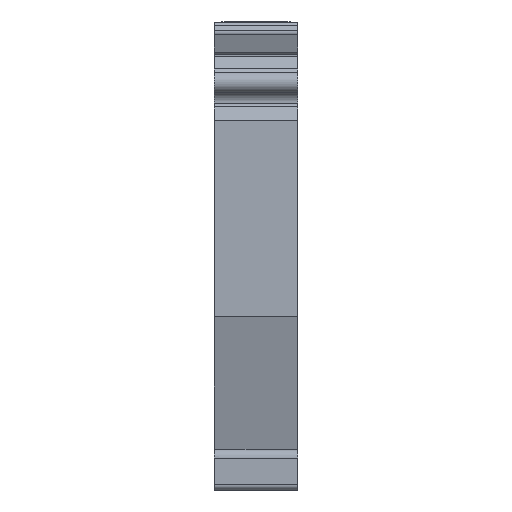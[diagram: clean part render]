
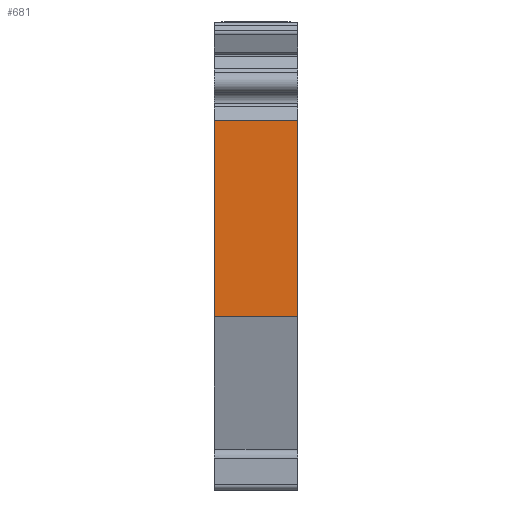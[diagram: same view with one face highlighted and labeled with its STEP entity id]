
A CAD part, left-side view. The second image highlights one B-rep face of the part: STEP entity #681.
In plain terms, the highlighted planar face has unit normal (-1, 0, 0).
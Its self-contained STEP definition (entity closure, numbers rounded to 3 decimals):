
#681 = ADVANCED_FACE( '', ( #1394 ), #1395, .T. );
#1394 = FACE_OUTER_BOUND( '', #2130, .T. );
#1395 = PLANE( '', #2131 );
#2130 = EDGE_LOOP( '', ( #4149, #4150, #4151, #4152 ) );
#2131 = AXIS2_PLACEMENT_3D( '', #4153, #4154, #4155 );
#4149 = ORIENTED_EDGE( '', *, *, #5039, .F. );
#4150 = ORIENTED_EDGE( '', *, *, #4868, .F. );
#4151 = ORIENTED_EDGE( '', *, *, #5441, .T. );
#4152 = ORIENTED_EDGE( '', *, *, #5108, .T. );
#4153 = CARTESIAN_POINT( '', ( -36., 8., 13.004 ) );
#4154 = DIRECTION( '', ( -1., 0., 0. ) );
#4155 = DIRECTION( '', ( 0., 0., 1. ) );
#4868 = EDGE_CURVE( '', #6019, #6017, #6021, .T. );
#5039 = EDGE_CURVE( '', #6017, #6298, #6299, .T. );
#5108 = EDGE_CURVE( '', #6409, #6298, #6410, .T. );
#5441 = EDGE_CURVE( '', #6019, #6409, #6832, .T. );
#6017 = VERTEX_POINT( '', #7587 );
#6019 = VERTEX_POINT( '', #7590 );
#6021 = LINE( '', #7593, #7594 );
#6298 = VERTEX_POINT( '', #7961 );
#6299 = LINE( '', #7962, #7963 );
#6409 = VERTEX_POINT( '', #8111 );
#6410 = LINE( '', #8112, #8113 );
#6832 = LINE( '', #8689, #8690 );
#7587 = CARTESIAN_POINT( '', ( -36., 0., 13.004 ) );
#7590 = CARTESIAN_POINT( '', ( -36., 8., 13.004 ) );
#7593 = CARTESIAN_POINT( '', ( -36., 8., 13.004 ) );
#7594 = VECTOR( '', #9141, 1000. );
#7961 = CARTESIAN_POINT( '', ( -36., 0., -5.822 ) );
#7962 = CARTESIAN_POINT( '', ( -36., 0., 13.004 ) );
#7963 = VECTOR( '', #9409, 1000. );
#8111 = CARTESIAN_POINT( '', ( -36., 8., -5.822 ) );
#8112 = CARTESIAN_POINT( '', ( -36., 8., -5.822 ) );
#8113 = VECTOR( '', #9520, 1000. );
#8689 = CARTESIAN_POINT( '', ( -36., 8., 13.004 ) );
#8690 = VECTOR( '', #9837, 1000. );
#9141 = DIRECTION( '', ( 0., -1., 0. ) );
#9409 = DIRECTION( '', ( 0., 0., -1. ) );
#9520 = DIRECTION( '', ( 0., -1., 0. ) );
#9837 = DIRECTION( '', ( 0., 0., -1. ) );
